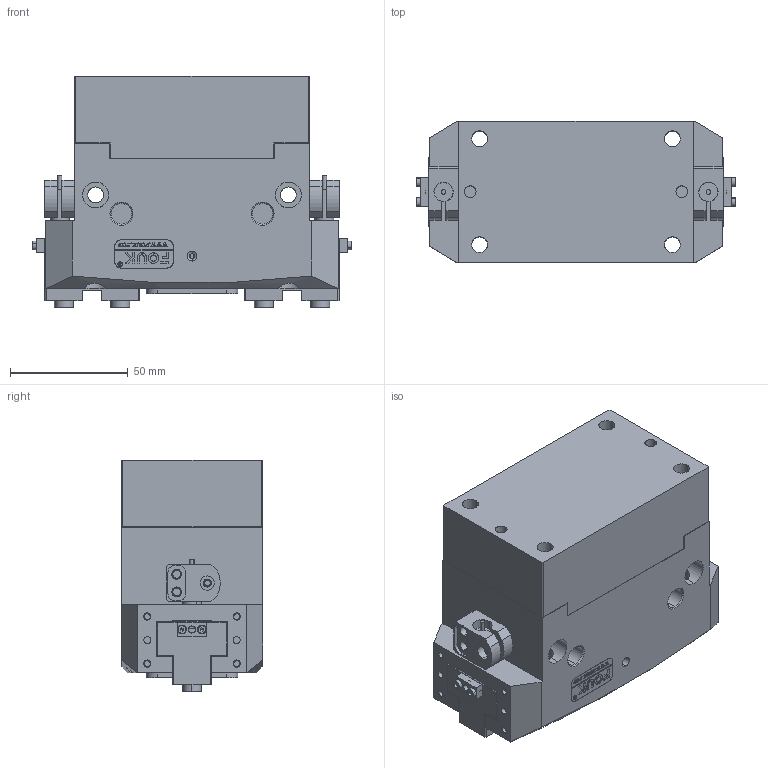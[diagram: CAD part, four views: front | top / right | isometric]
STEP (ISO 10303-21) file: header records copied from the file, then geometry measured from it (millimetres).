
FILE_DESCRIPTION (( 'STEP AP203' ), '1' );
FILE_NAME ('TR57-125-NC.STEP', '2024-11-19T03:02:07', ( 'USER-' ), ( 'Microsoft' ), 'SwSTEP 2.0', 'SolidWorks 2018', '' );
FILE_SCHEMA (( 'CONFIG_CONTROL_DESIGN' ));
Length unit declared in the file: millimetre
Products named in the file (17): TR57-125-NC杅耀.sldasm-Part-9; TR57-125-NC杅耀.sldasm-Part-8; TR57-125-NC杅耀.sldasm-Part-2; TR57-125-NC杅耀.sldasm-Part-6; TR57-125-NC; TR57-125-NC杅耀.sldasm-Part-19; 揤輸蚾饜极; TR57-125-NC杅耀.sldasm-Part-3; TR57-125-NC杅耀.sldasm-Part-16; TR57-125-NC杅耀.sldasm-Part-4; 揤輸杅耀.sldasm-Part-9; TR57-125-NC杅耀.sldasm-Part-5; 埴翐芛_GB_FASTENER_SCREWS_HSHCS M2X8-N; TR57-125-NC杅耀.sldasm-Part-18; 25x12-R3; TR57-125-NC杅耀.sldasm-Part-15; TR57-125-NC杅耀.sldasm-Part-12
Assembly tree (19 placements, depth 3):
  TR57-125-NC
    TR57-125-NC杅耀.sldasm-Part-2
    TR57-125-NC杅耀.sldasm-Part-3
    TR57-125-NC杅耀.sldasm-Part-4
    TR57-125-NC杅耀.sldasm-Part-5
    TR57-125-NC杅耀.sldasm-Part-6
    TR57-125-NC杅耀.sldasm-Part-8
    TR57-125-NC杅耀.sldasm-Part-9
    TR57-125-NC杅耀.sldasm-Part-12
    TR57-125-NC杅耀.sldasm-Part-15
    TR57-125-NC杅耀.sldasm-Part-16  x2
    TR57-125-NC杅耀.sldasm-Part-18
    TR57-125-NC杅耀.sldasm-Part-19
    25x12-R3
    揤輸蚾饜极  x2
      揤輸杅耀.sldasm-Part-9
      埴翐芛_GB_FASTENER_SCREWS_HSHCS M2X8-N
Bounding box: 136.05 x 60 x 98.5 mm (x, y, z)
Volume: 564747.3 mm3; surface area: 108196 mm2
Topology: 20 solids, 39 shells, 1274 faces, 3203 edges, 2037 vertices
Faces by surface type: plane 609, cylinder 327, cone 175, bspline 155, torus 8
Entity records: 40391 total; most frequent: CARTESIAN_POINT 12519, ORIENTED_EDGE 5514, DIRECTION 5070, EDGE_CURVE 2757, VERTEX_POINT 1790, AXIS2_PLACEMENT_3D 1701, LINE 1668, VECTOR 1668
